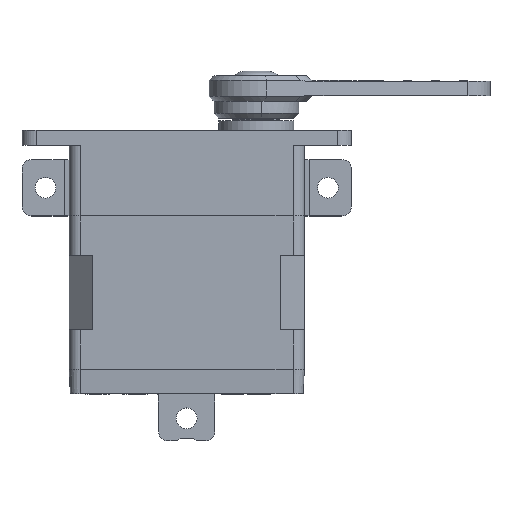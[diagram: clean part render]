
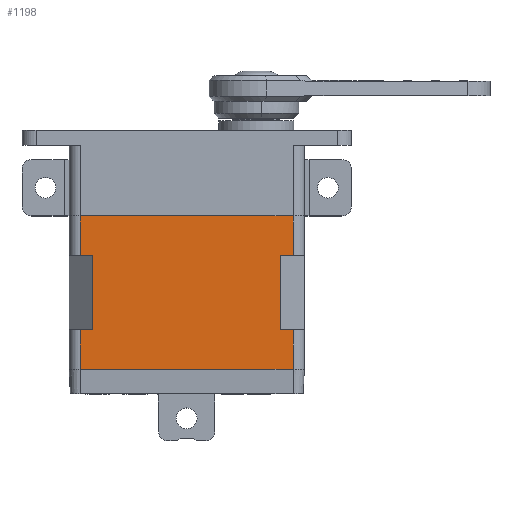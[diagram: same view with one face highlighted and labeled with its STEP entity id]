
A CAD part, top view. The second image highlights one B-rep face of the part: STEP entity #1198.
In plain terms, the highlighted planar face has unit normal (0, 0, 1).
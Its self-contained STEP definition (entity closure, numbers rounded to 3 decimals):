
#132=DIRECTION('',(1.,0.,0.));
#133=VECTOR('',#132,22.6);
#134=CARTESIAN_POINT('',(-11.3,-16.3,5.));
#135=LINE('',#134,#133);
#411=DIRECTION('',(0.,-1.,0.));
#412=VECTOR('',#411,4.2);
#413=CARTESIAN_POINT('',(11.3,-12.1,5.));
#414=LINE('',#413,#412);
#441=DIRECTION('',(0.,-1.,0.));
#442=VECTOR('',#441,4.2);
#443=CARTESIAN_POINT('',(11.3,0.,5.));
#444=LINE('',#443,#442);
#456=DIRECTION('',(0.,-1.,0.));
#457=VECTOR('',#456,4.2);
#458=CARTESIAN_POINT('',(-11.3,-12.1,5.));
#459=LINE('',#458,#457);
#463=DIRECTION('',(1.,0.,0.));
#464=VECTOR('',#463,1.3);
#465=CARTESIAN_POINT('',(-11.3,-12.1,5.));
#466=LINE('',#465,#464);
#470=DIRECTION('',(0.,1.,0.));
#471=VECTOR('',#470,7.9);
#472=CARTESIAN_POINT('',(-10.,-12.1,5.));
#473=LINE('',#472,#471);
#477=DIRECTION('',(1.,0.,0.));
#478=VECTOR('',#477,1.3);
#479=CARTESIAN_POINT('',(-11.3,-4.2,5.));
#480=LINE('',#479,#478);
#484=DIRECTION('',(0.,-1.,0.));
#485=VECTOR('',#484,4.2);
#486=CARTESIAN_POINT('',(-11.3,0.,5.));
#487=LINE('',#486,#485);
#491=DIRECTION('',(1.,0.,0.));
#492=VECTOR('',#491,22.6);
#493=CARTESIAN_POINT('',(-11.3,0.,5.));
#494=LINE('',#493,#492);
#498=DIRECTION('',(1.,0.,0.));
#499=VECTOR('',#498,1.3);
#500=CARTESIAN_POINT('',(10.,-4.2,5.));
#501=LINE('',#500,#499);
#505=DIRECTION('',(0.,1.,0.));
#506=VECTOR('',#505,7.9);
#507=CARTESIAN_POINT('',(10.,-12.1,5.));
#508=LINE('',#507,#506);
#512=DIRECTION('',(1.,0.,0.));
#513=VECTOR('',#512,1.3);
#514=CARTESIAN_POINT('',(10.,-12.1,5.));
#515=LINE('',#514,#513);
#806=CARTESIAN_POINT('',(-11.3,0.,5.));
#807=CARTESIAN_POINT('',(11.3,0.,5.));
#808=VERTEX_POINT('',#806);
#809=VERTEX_POINT('',#807);
#814=CARTESIAN_POINT('',(-11.3,-4.2,5.));
#815=CARTESIAN_POINT('',(-10.,-4.2,5.));
#816=VERTEX_POINT('',#814);
#817=VERTEX_POINT('',#815);
#818=CARTESIAN_POINT('',(10.,-4.2,5.));
#819=CARTESIAN_POINT('',(11.3,-4.2,5.));
#820=VERTEX_POINT('',#818);
#821=VERTEX_POINT('',#819);
#822=CARTESIAN_POINT('',(-11.3,-12.1,5.));
#823=CARTESIAN_POINT('',(-10.,-12.1,5.));
#824=VERTEX_POINT('',#822);
#825=VERTEX_POINT('',#823);
#826=CARTESIAN_POINT('',(10.,-12.1,5.));
#827=CARTESIAN_POINT('',(11.3,-12.1,5.));
#828=VERTEX_POINT('',#826);
#829=VERTEX_POINT('',#827);
#854=CARTESIAN_POINT('',(-11.3,-16.3,5.));
#855=VERTEX_POINT('',#854);
#856=CARTESIAN_POINT('',(11.3,-16.3,5.));
#857=VERTEX_POINT('',#856);
#1170=CARTESIAN_POINT('',(-11.3,-16.3,5.));
#1171=DIRECTION('',(0.,0.,1.));
#1172=DIRECTION('',(1.,0.,0.));
#1173=AXIS2_PLACEMENT_3D('',#1170,#1171,#1172);
#1174=PLANE('',#1173);
#1175=ORIENTED_EDGE('',*,*,#951,.F.);
#1177=ORIENTED_EDGE('',*,*,#1176,.F.);
#1179=ORIENTED_EDGE('',*,*,#1178,.T.);
#1181=ORIENTED_EDGE('',*,*,#1180,.T.);
#1183=ORIENTED_EDGE('',*,*,#1182,.F.);
#1185=ORIENTED_EDGE('',*,*,#1184,.F.);
#1187=ORIENTED_EDGE('',*,*,#1186,.T.);
#1188=ORIENTED_EDGE('',*,*,#1163,.T.);
#1190=ORIENTED_EDGE('',*,*,#1189,.F.);
#1192=ORIENTED_EDGE('',*,*,#1191,.F.);
#1194=ORIENTED_EDGE('',*,*,#1193,.T.);
#1195=ORIENTED_EDGE('',*,*,#1148,.T.);
#1196=EDGE_LOOP('',(#1175,#1177,#1179,#1181,#1183,#1185,#1187,#1188,#1190,#1192,
#1194,#1195));
#1197=FACE_OUTER_BOUND('',#1196,.F.);
#1198=ADVANCED_FACE('',(#1197),#1174,.T.);
#951=EDGE_CURVE('',#855,#857,#135,.T.);
#1148=EDGE_CURVE('',#829,#857,#414,.T.);
#1163=EDGE_CURVE('',#809,#821,#444,.T.);
#1176=EDGE_CURVE('',#824,#855,#459,.T.);
#1178=EDGE_CURVE('',#824,#825,#466,.T.);
#1180=EDGE_CURVE('',#825,#817,#473,.T.);
#1182=EDGE_CURVE('',#816,#817,#480,.T.);
#1184=EDGE_CURVE('',#808,#816,#487,.T.);
#1186=EDGE_CURVE('',#808,#809,#494,.T.);
#1189=EDGE_CURVE('',#820,#821,#501,.T.);
#1191=EDGE_CURVE('',#828,#820,#508,.T.);
#1193=EDGE_CURVE('',#828,#829,#515,.T.);
